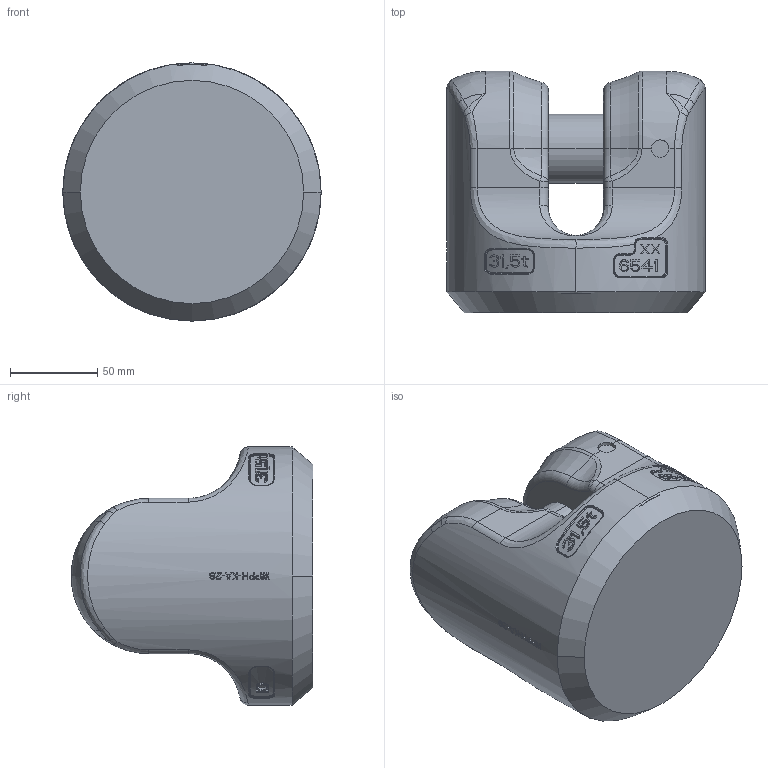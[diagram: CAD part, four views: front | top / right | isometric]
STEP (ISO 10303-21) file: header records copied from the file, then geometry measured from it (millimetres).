
FILE_DESCRIPTION((''),'2;1');
FILE_NAME('001-M34294-P-40','2015-10-28T',('Andreas.Wendler'),(''),'PRO/ENGINEER BY PARAMETRIC TECHNOLOGY CORPORATION, 2010140','PRO/ENGINEER BY PARAMETRIC TECHNOLOGY CORPORATION, 2010140','');
FILE_SCHEMA(('CONFIG_CONTROL_DESIGN'));
Length unit declared in the file: millimetre
Products named in the file (1): 001-M34294-P-40
Bounding box: 148 x 138.5 x 148 mm (x, y, z)
Volume: 1578874.8 mm3; surface area: 100349 mm2
Topology: 1 solids, 1 shells, 855 faces, 2312 edges, 1498 vertices
Faces by surface type: plane 649, bspline 83, cylinder 80, torus 33, cone 6, sphere 4
Entity records: 32102 total; most frequent: CARTESIAN_POINT 12123, ORIENTED_EDGE 4624, DIRECTION 3456, EDGE_CURVE 2312, VERTEX_POINT 1498, VECTOR 1168, LINE 1168, AXIS2_PLACEMENT_3D 1144
